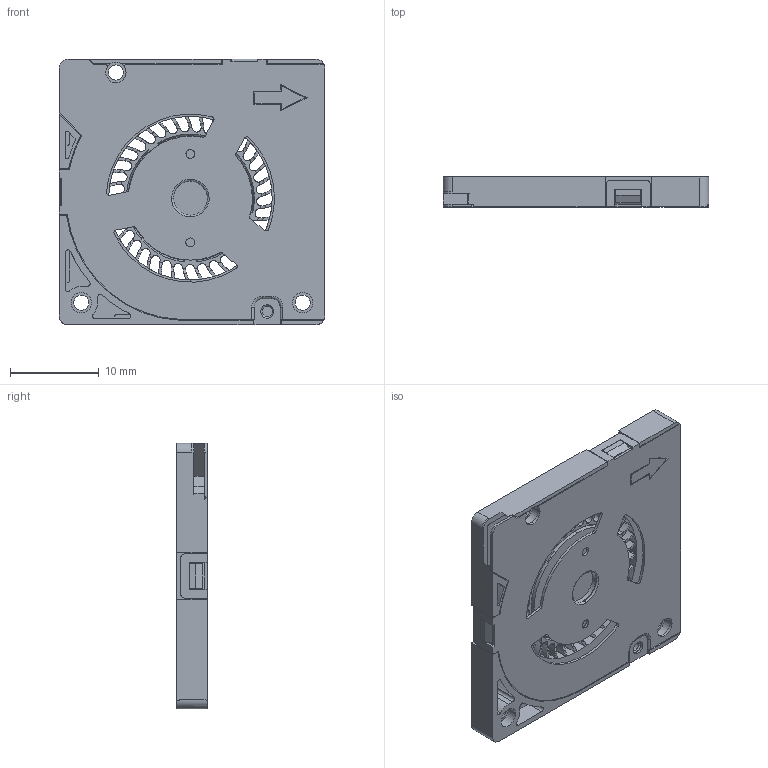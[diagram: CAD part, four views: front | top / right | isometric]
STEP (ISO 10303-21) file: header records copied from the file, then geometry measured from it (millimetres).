
FILE_DESCRIPTION((''),'2;1');
FILE_NAME('3003-3D_ASM','2016-11-03T',('JEWEI.LI'),(''),'PRO/ENGINEER BY PARAMETRIC TECHNOLOGY CORPORATION, 2009360','PRO/ENGINEER BY PARAMETRIC TECHNOLOGY CORPORATION, 2009360','');
FILE_SCHEMA(('AUTOMOTIVE_DESIGN_CC2 { 1 2 10303 214 -1 1 5 2 }'));
Length unit declared in the file: millimetre
Products named in the file (9): MANIFOLD_SOLID_BREP_4906_5_7; 3003-COVER-1_2_3; 3003-FRAME_ASM_ASM_22_ASM_ASM_A_ASM; 3003-FRAME_A-R02_ASM_ASM_ASM_ASM; PRT0081; 3003-3D_ASM_ASM_ASM; PRT0088; 3003-3D_ASM_ASM; 3003-3D_ASM
Assembly tree (8 placements, depth 6):
  3003-3D_ASM
    3003-3D_ASM_ASM
      3003-3D_ASM_ASM_ASM
        3003-FRAME_A-R02_ASM_ASM_ASM_ASM
          3003-FRAME_ASM_ASM_22_ASM_ASM_A_ASM
            MANIFOLD_SOLID_BREP_4906_5_7
            3003-COVER-1_2_3
        PRT0081
      PRT0088
Bounding box: 30 x 3.4 x 30 mm (x, y, z)
Volume: 1909.6 mm3; surface area: 5387.2 mm2
Topology: 4 solids, 4 shells, 792 faces, 2555 edges, 1700 vertices
Faces by surface type: plane 380, cylinder 352, torus 51, cone 9
Entity records: 34576 total; most frequent: CARTESIAN_POINT 6905, ORIENTED_EDGE 5110, DIRECTION 4697, EDGE_CURVE 2555, AXIS2_PLACEMENT_3D 1703, VERTEX_POINT 1700, VECTOR 1291, LINE 1291
